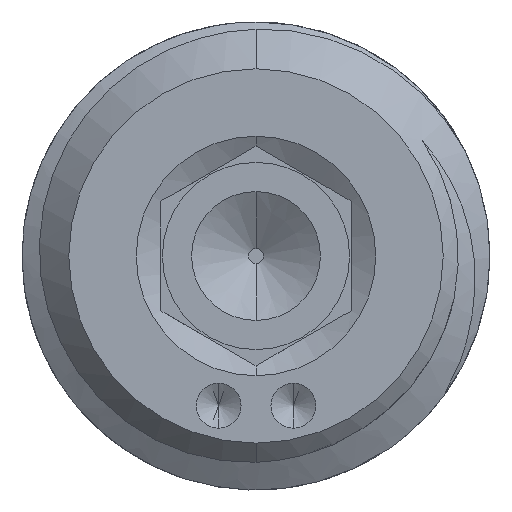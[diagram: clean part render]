
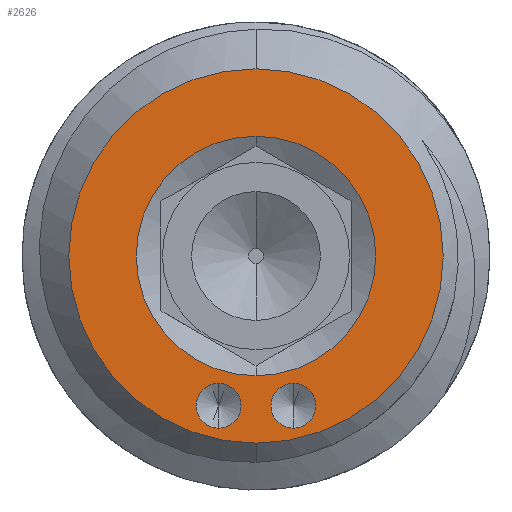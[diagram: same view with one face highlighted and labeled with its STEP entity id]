
A CAD part, left-side view. The second image highlights one B-rep face of the part: STEP entity #2626.
In plain terms, the highlighted face is planar.
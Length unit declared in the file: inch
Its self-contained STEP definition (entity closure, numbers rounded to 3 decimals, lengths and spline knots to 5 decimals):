
#305 = EDGE_CURVE ( 'NONE', #5934, #6451, #1635, .T. ) ;
#308 = CARTESIAN_POINT ( 'NONE',  ( 0.025, 0.28, -0.1 ) ) ;
#415 = AXIS2_PLACEMENT_3D ( 'NONE', #1825, #6100, #3409 ) ;
#486 = CARTESIAN_POINT ( 'NONE',  ( 0.025, 0.28, -0.115 ) ) ;
#540 = ORIENTED_EDGE ( 'NONE', *, *, #2702, .F. ) ;
#653 = EDGE_CURVE ( 'NONE', #6504, #1658, #871, .T. ) ;
#691 = CARTESIAN_POINT ( 'NONE',  ( -0.025, 0.28, -0.1 ) ) ;
#802 = DIRECTION ( 'NONE',  ( 0., 1., 0. ) ) ;
#871 = CIRCLE ( 'NONE', #4379, 0.125 ) ;
#1036 = FACE_BOUND ( 'NONE', #4334, .T. ) ;
#1051 = ORIENTED_EDGE ( 'NONE', *, *, #6705, .T. ) ;
#1067 = ORIENTED_EDGE ( 'NONE', *, *, #4158, .F. ) ;
#1167 = CARTESIAN_POINT ( 'NONE',  ( 0., 0.28, 0.08 ) ) ;
#1174 = CARTESIAN_POINT ( 'NONE',  ( 0., 0.28, 0. ) ) ;
#1259 = EDGE_CURVE ( 'NONE', #5872, #2096, #1715, .T. ) ;
#1350 = DIRECTION ( 'NONE',  ( 0., 0., 1. ) ) ;
#1402 = CARTESIAN_POINT ( 'NONE',  ( 0., 0.28, 0. ) ) ;
#1540 = CARTESIAN_POINT ( 'NONE',  ( -0.025, 0.28, -0.115 ) ) ;
#1635 = CIRCLE ( 'NONE', #4829, 0.08 ) ;
#1658 = VERTEX_POINT ( 'NONE', #6291 ) ;
#1715 = CIRCLE ( 'NONE', #415, 0.015 ) ;
#1736 = AXIS2_PLACEMENT_3D ( 'NONE', #308, #6727, #2459 ) ;
#1761 = DIRECTION ( 'NONE',  ( 0., -1., 0. ) ) ;
#1765 = DIRECTION ( 'NONE',  ( 0., 0., 1. ) ) ;
#1825 = CARTESIAN_POINT ( 'NONE',  ( 0.025, 0.28, -0.1 ) ) ;
#1834 = VERTEX_POINT ( 'NONE', #1995 ) ;
#1995 = CARTESIAN_POINT ( 'NONE',  ( -0.025, 0.28, -0.085 ) ) ;
#2096 = VERTEX_POINT ( 'NONE', #3129 ) ;
#2253 = ORIENTED_EDGE ( 'NONE', *, *, #653, .F. ) ;
#2459 = DIRECTION ( 'NONE',  ( 0., 0., 1. ) ) ;
#2626 = ADVANCED_FACE ( 'NONE', ( #1036, #4252, #3731, #3212 ), #5508, .T. ) ;
#2641 = CIRCLE ( 'NONE', #2848, 0.015 ) ;
#2702 = EDGE_CURVE ( 'NONE', #1834, #5526, #2641, .T. ) ;
#2829 = DIRECTION ( 'NONE',  ( 0., 1., 0. ) ) ;
#2845 = DIRECTION ( 'NONE',  ( 0., 0., -1. ) ) ;
#2848 = AXIS2_PLACEMENT_3D ( 'NONE', #4509, #802, #1350 ) ;
#2891 = DIRECTION ( 'NONE',  ( 0., 0., -1. ) ) ;
#2917 = EDGE_LOOP ( 'NONE', ( #4195, #5799 ) ) ;
#2944 = CIRCLE ( 'NONE', #3633, 0.08 ) ;
#3077 = ORIENTED_EDGE ( 'NONE', *, *, #6086, .F. ) ;
#3129 = CARTESIAN_POINT ( 'NONE',  ( 0.025, 0.28, -0.085 ) ) ;
#3212 = FACE_BOUND ( 'NONE', #3753, .T. ) ;
#3289 = DIRECTION ( 'NONE',  ( 0., -1., 0. ) ) ;
#3409 = DIRECTION ( 'NONE',  ( 0., 0., 1. ) ) ;
#3633 = AXIS2_PLACEMENT_3D ( 'NONE', #1402, #5119, #4041 ) ;
#3731 = FACE_OUTER_BOUND ( 'NONE', #5615, .T. ) ;
#3753 = EDGE_LOOP ( 'NONE', ( #4187, #1051 ) ) ;
#3761 = AXIS2_PLACEMENT_3D ( 'NONE', #6053, #2829, #6631 ) ;
#3868 = CARTESIAN_POINT ( 'NONE',  ( 0., 0.28, -0.08 ) ) ;
#3885 = CIRCLE ( 'NONE', #6537, 0.125 ) ;
#3903 = DIRECTION ( 'NONE',  ( 0., 1., 0. ) ) ;
#4041 = DIRECTION ( 'NONE',  ( 0., 0., -1. ) ) ;
#4074 = CIRCLE ( 'NONE', #4929, 0.015 ) ;
#4158 = EDGE_CURVE ( 'NONE', #1658, #6504, #3885, .T. ) ;
#4187 = ORIENTED_EDGE ( 'NONE', *, *, #305, .T. ) ;
#4195 = ORIENTED_EDGE ( 'NONE', *, *, #4508, .F. ) ;
#4252 = FACE_BOUND ( 'NONE', #2917, .T. ) ;
#4334 = EDGE_LOOP ( 'NONE', ( #540, #3077 ) ) ;
#4379 = AXIS2_PLACEMENT_3D ( 'NONE', #5062, #5115, #2891 ) ;
#4447 = CARTESIAN_POINT ( 'NONE',  ( 0., 0.28, 0. ) ) ;
#4508 = EDGE_CURVE ( 'NONE', #2096, #5872, #4977, .T. ) ;
#4509 = CARTESIAN_POINT ( 'NONE',  ( -0.025, 0.28, -0.1 ) ) ;
#4829 = AXIS2_PLACEMENT_3D ( 'NONE', #1174, #3289, #2845 ) ;
#4929 = AXIS2_PLACEMENT_3D ( 'NONE', #691, #3903, #1765 ) ;
#4977 = CIRCLE ( 'NONE', #1736, 0.015 ) ;
#5062 = CARTESIAN_POINT ( 'NONE',  ( 0., 0.28, 0. ) ) ;
#5115 = DIRECTION ( 'NONE',  ( 0., -1., 0. ) ) ;
#5119 = DIRECTION ( 'NONE',  ( 0., -1., 0. ) ) ;
#5508 = PLANE ( 'NONE',  #3761 ) ;
#5514 = DIRECTION ( 'NONE',  ( 0., 0., -1. ) ) ;
#5526 = VERTEX_POINT ( 'NONE', #1540 ) ;
#5615 = EDGE_LOOP ( 'NONE', ( #1067, #2253 ) ) ;
#5799 = ORIENTED_EDGE ( 'NONE', *, *, #1259, .F. ) ;
#5872 = VERTEX_POINT ( 'NONE', #486 ) ;
#5934 = VERTEX_POINT ( 'NONE', #1167 ) ;
#6053 = CARTESIAN_POINT ( 'NONE',  ( 0., 0.28, 0. ) ) ;
#6086 = EDGE_CURVE ( 'NONE', #5526, #1834, #4074, .T. ) ;
#6100 = DIRECTION ( 'NONE',  ( 0., 1., 0. ) ) ;
#6127 = CARTESIAN_POINT ( 'NONE',  ( 0., 0.28, 0.125 ) ) ;
#6291 = CARTESIAN_POINT ( 'NONE',  ( 0., 0.28, -0.125 ) ) ;
#6451 = VERTEX_POINT ( 'NONE', #3868 ) ;
#6504 = VERTEX_POINT ( 'NONE', #6127 ) ;
#6537 = AXIS2_PLACEMENT_3D ( 'NONE', #4447, #1761, #5514 ) ;
#6631 = DIRECTION ( 'NONE',  ( 0., 0., 1. ) ) ;
#6705 = EDGE_CURVE ( 'NONE', #6451, #5934, #2944, .T. ) ;
#6727 = DIRECTION ( 'NONE',  ( 0., 1., 0. ) ) ;
